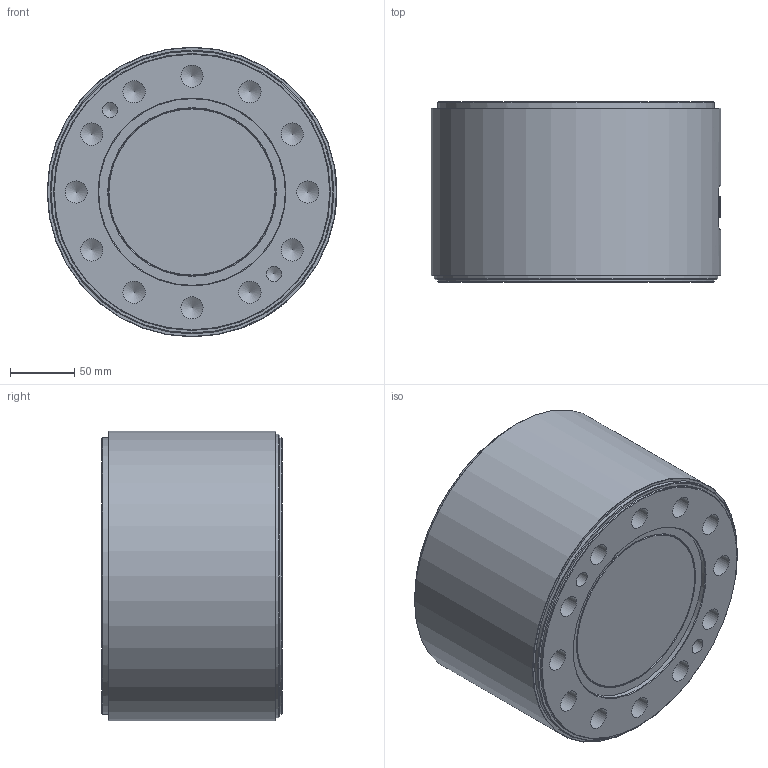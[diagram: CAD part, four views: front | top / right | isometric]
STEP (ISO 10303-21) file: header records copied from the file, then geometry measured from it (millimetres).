
FILE_DESCRIPTION(/* description */ ('Alibre Inc.'),/* implementation_level */ '2;1');
FILE_NAME(/* name */ 'export-BE3F29AD-3A43-4C03-90F5-1A42CE041F07',/* time_stamp */ '2020-02-18T10:40:07+01:00',/* author */ (''),/* organization */ (''),/* preprocessor_version */ 'ST-DEVELOPER v17',/* originating_system */ 'Alibre',/* authorisation */ '');
FILE_SCHEMA (('AUTOMOTIVE_DESIGN'));
Length unit declared in the file: millimetre
Products named in the file (15): HI_BN 1593 1348787 hexagon socket button head screw M4x8; fc_ur02w13_f027s_bk1_1; fc_ur02w13_f027s_bk1_2; fc_ur02w13_f027s_bk1_3; M18x1 - Sicherungsgewinde; fc_ucr13p_1a1_a095_3
Bounding box: 225 x 140 x 225 mm (x, y, z)
Volume: 4751281.7 mm3; surface area: 514252.5 mm2
Topology: 20 solids, 22 shells, 3875 faces, 10406 edges, 6517 vertices
Faces by surface type: cylinder 1623, plane 1121, cone 597, torus 354, bspline 172, sphere 8
Full cylindrical faces by diameter (mm): 2.459 x3, 3.242 x3, 4 x4, 4.3 x4, 7.2 x3, 8 x1, 8.2 x4, 12 x4, 17.294 x24, 120 x4, 130 x4, 145 x2, 211 x1, 215 x2, 217 x2, 220 x2, 225 x1
Entity records: 85719 total; most frequent: CARTESIAN_POINT 35432, ORIENTED_EDGE 10510, DIRECTION 8982, EDGE_CURVE 5257, AXIS2_PLACEMENT_3D 3903, VERTEX_POINT 3457, FACE_BOUND 2390, EDGE_LOOP 2355
